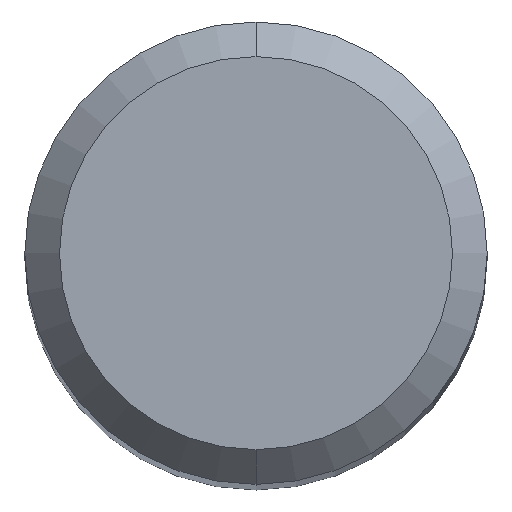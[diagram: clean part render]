
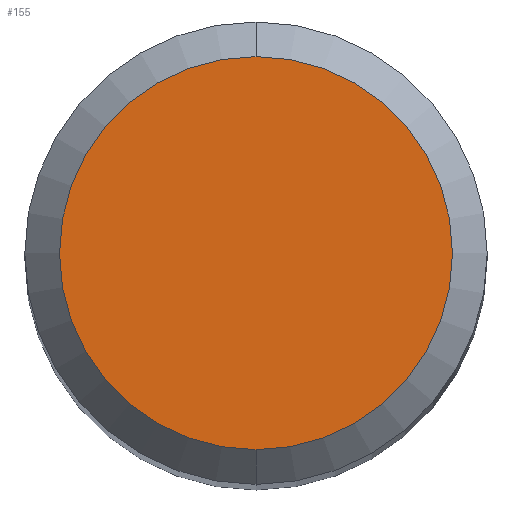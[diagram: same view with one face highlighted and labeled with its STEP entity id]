
A CAD part, top view. The second image highlights one B-rep face of the part: STEP entity #155.
In plain terms, the highlighted planar face has unit normal (0, 0, 1).
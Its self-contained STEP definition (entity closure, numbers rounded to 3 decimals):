
#113=EDGE_CURVE('',#121,#129,#262,.T.);
#121=VERTEX_POINT('',#271);
#129=VERTEX_POINT('',#280);
#155=ADVANCED_FACE('',(#310),#311,.T.);
#175=EDGE_CURVE('',#129,#121,#331,.T.);
#262=CIRCLE('',#420,1.7);
#271=CARTESIAN_POINT('',(0.0,1.7,0.0));
#280=CARTESIAN_POINT('',(0.,-1.7,0.0));
#310=FACE_OUTER_BOUND('',#480,.T.);
#311=PLANE('',#481);
#331=CIRCLE('',#510,1.7);
#420=AXIS2_PLACEMENT_3D('',#606,#607,#608);
#480=EDGE_LOOP('',(#680,#681));
#481=AXIS2_PLACEMENT_3D('',#682,#683,#684);
#510=AXIS2_PLACEMENT_3D('',#694,#695,#696);
#606=CARTESIAN_POINT('',(0.0,0.0,0.0));
#607=DIRECTION('',(0.0,0.0,-1.0));
#608=DIRECTION('',(0.0,1.0,0.0));
#680=ORIENTED_EDGE('',*,*,#113,.F.);
#681=ORIENTED_EDGE('',*,*,#175,.F.);
#682=CARTESIAN_POINT('',(0.0,0.85,0.0));
#683=DIRECTION('',(-0.0,0.0,1.0));
#684=DIRECTION('',(0.0,-1.0,0.0));
#694=CARTESIAN_POINT('',(0.0,0.0,0.0));
#695=DIRECTION('',(0.0,0.0,-1.0));
#696=DIRECTION('',(0.0,1.0,0.0));
